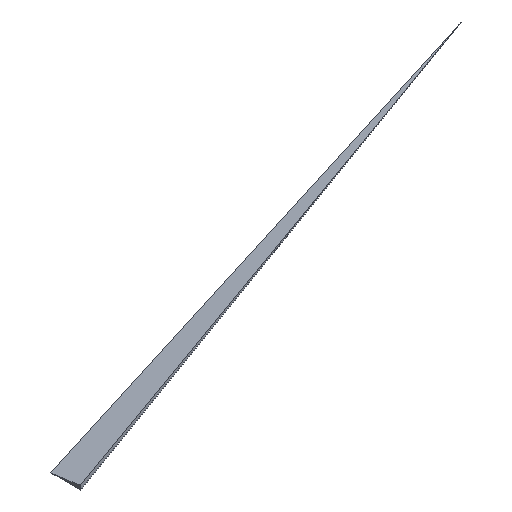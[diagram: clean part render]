
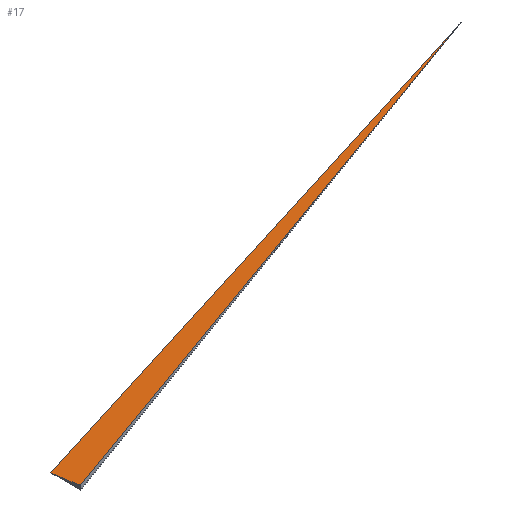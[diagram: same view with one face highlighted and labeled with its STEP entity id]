
A CAD part, isometric view. The second image highlights one B-rep face of the part: STEP entity #17.
In plain terms, the highlighted planar face has unit normal (-0.032, 0.129, 0.991).
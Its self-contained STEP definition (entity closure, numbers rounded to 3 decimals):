
#17 = ADVANCED_FACE('',(#18),#32,.F.);
#18 = FACE_BOUND('',#19,.F.);
#19 = EDGE_LOOP('',(#20,#53,#80));
#20 = ORIENTED_EDGE('',*,*,#21,.F.);
#21 = EDGE_CURVE('',#22,#24,#26,.T.);
#22 = VERTEX_POINT('',#23);
#23 = CARTESIAN_POINT('',(26.599,9.754,-0.26
    ));
#24 = VERTEX_POINT('',#25);
#25 = CARTESIAN_POINT('',(20.,7.66,-0.2));
#26 = SURFACE_CURVE('',#27,(#31,#42),.PCURVE_S1.);
#27 = LINE('',#28,#29);
#28 = CARTESIAN_POINT('',(413.865,132.637,-3.761
    ));
#29 = VECTOR('',#30,1.);
#30 = DIRECTION('',(-0.953,-0.302,0.009)
  );
#31 = PCURVE('',#32,#37);
#32 = PLANE('',#33);
#33 = AXIS2_PLACEMENT_3D('',#34,#35,#36);
#34 = CARTESIAN_POINT('',(390.099,148.664,
    -6.605));
#35 = DIRECTION('',(0.032,-0.129,-0.991)
  );
#36 = DIRECTION('',(0.,-0.992,0.129));
#37 = DEFINITIONAL_REPRESENTATION('',(#38),#41);
#38 = B_SPLINE_CURVE_WITH_KNOTS('',1,(#39,#40),.UNSPECIFIED.,.F.,.F.,(2,
    2),(-429.255,489.822),.PIECEWISE_BEZIER_KNOTS.);
#39 = CARTESIAN_POINT('',(-112.96,-433.121));
#40 = CARTESIAN_POINT('',(163.712,443.324));
#41 = ( GEOMETRIC_REPRESENTATION_CONTEXT(2) 
PARAMETRIC_REPRESENTATION_CONTEXT() REPRESENTATION_CONTEXT('2D SPACE',''
  ) );
#42 = PCURVE('',#43,#48);
#43 = PLANE('',#44);
#44 = AXIS2_PLACEMENT_3D('',#45,#46,#47);
#45 = CARTESIAN_POINT('',(445.516,91.669,
    -4.047));
#46 = DIRECTION('',(0.009,0.,1.
    ));
#47 = DIRECTION('',(1.,0.,
    -0.009));
#48 = DEFINITIONAL_REPRESENTATION('',(#49),#52);
#49 = B_SPLINE_CURVE_WITH_KNOTS('',1,(#50,#51),.UNSPECIFIED.,.F.,.F.,(2,
    2),(-429.255,489.822),.PIECEWISE_BEZIER_KNOTS.);
#50 = CARTESIAN_POINT('',(377.499,170.791));
#51 = CARTESIAN_POINT('',(-498.537,-107.173));
#52 = ( GEOMETRIC_REPRESENTATION_CONTEXT(2) 
PARAMETRIC_REPRESENTATION_CONTEXT() REPRESENTATION_CONTEXT('2D SPACE',''
  ) );
#53 = ORIENTED_EDGE('',*,*,#54,.T.);
#54 = EDGE_CURVE('',#22,#55,#57,.T.);
#55 = VERTEX_POINT('',#56);
#56 = CARTESIAN_POINT('',(20.,7.339,-0.158));
#57 = SURFACE_CURVE('',#58,(#62,#69),.PCURVE_S1.);
#58 = LINE('',#59,#60);
#59 = CARTESIAN_POINT('',(750.,274.458,-11.363));
#60 = VECTOR('',#61,1.);
#61 = DIRECTION('',(-0.939,-0.344,0.014)
  );
#62 = PCURVE('',#32,#63);
#63 = DEFINITIONAL_REPRESENTATION('',(#64),#68);
#64 = LINE('',#65,#66);
#65 = CARTESIAN_POINT('',(-125.361,-360.084));
#66 = VECTOR('',#67,1.);
#67 = DIRECTION('',(0.343,0.939));
#68 = ( GEOMETRIC_REPRESENTATION_CONTEXT(2) 
PARAMETRIC_REPRESENTATION_CONTEXT() REPRESENTATION_CONTEXT('2D SPACE',''
  ) );
#69 = PCURVE('',#70,#75);
#70 = PLANE('',#71);
#71 = AXIS2_PLACEMENT_3D('',#72,#73,#74);
#72 = CARTESIAN_POINT('',(385.,140.878,-5.909));
#73 = DIRECTION('',(-0.342,0.93,-0.132));
#74 = DIRECTION('',(0.938,0.345,0.));
#75 = DEFINITIONAL_REPRESENTATION('',(#76),#79);
#76 = B_SPLINE_CURVE_WITH_KNOTS('',1,(#77,#78),.UNSPECIFIED.,.F.,.F.,(2,
    2),(0.,777.418),.PIECEWISE_BEZIER_KNOTS.);
#77 = CARTESIAN_POINT('',(388.675,5.502));
#78 = CARTESIAN_POINT('',(-388.66,-5.802));
#79 = ( GEOMETRIC_REPRESENTATION_CONTEXT(2) 
PARAMETRIC_REPRESENTATION_CONTEXT() REPRESENTATION_CONTEXT('2D SPACE',''
  ) );
#80 = ORIENTED_EDGE('',*,*,#81,.F.);
#81 = EDGE_CURVE('',#24,#55,#82,.T.);
#82 = SURFACE_CURVE('',#83,(#87,#93),.PCURVE_S1.);
#83 = LINE('',#84,#85);
#84 = CARTESIAN_POINT('',(20.,7.941,-0.237));
#85 = VECTOR('',#86,1.);
#86 = DIRECTION('',(0.,-0.992,0.129));
#87 = PCURVE('',#32,#88);
#88 = DEFINITIONAL_REPRESENTATION('',(#89),#92);
#89 = B_SPLINE_CURVE_WITH_KNOTS('',1,(#90,#91),.UNSPECIFIED.,.F.,.F.,(2,
    2),(0.,0.607),.PIECEWISE_BEZIER_KNOTS.);
#90 = CARTESIAN_POINT('',(140.372,370.287));
#91 = CARTESIAN_POINT('',(140.979,370.287));
#92 = ( GEOMETRIC_REPRESENTATION_CONTEXT(2) 
PARAMETRIC_REPRESENTATION_CONTEXT() REPRESENTATION_CONTEXT('2D SPACE',''
  ) );
#93 = PCURVE('',#94,#99);
#94 = PLANE('',#95);
#95 = AXIS2_PLACEMENT_3D('',#96,#97,#98);
#96 = CARTESIAN_POINT('',(20.,7.619,-0.346));
#97 = DIRECTION('',(1.,0.,0.));
#98 = DIRECTION('',(0.,0.,1.));
#99 = DEFINITIONAL_REPRESENTATION('',(#100),#104);
#100 = LINE('',#101,#102);
#101 = CARTESIAN_POINT('',(0.11,-0.322));
#102 = VECTOR('',#103,1.);
#103 = DIRECTION('',(0.129,0.992));
#104 = ( GEOMETRIC_REPRESENTATION_CONTEXT(2) 
PARAMETRIC_REPRESENTATION_CONTEXT() REPRESENTATION_CONTEXT('2D SPACE',''
  ) );
